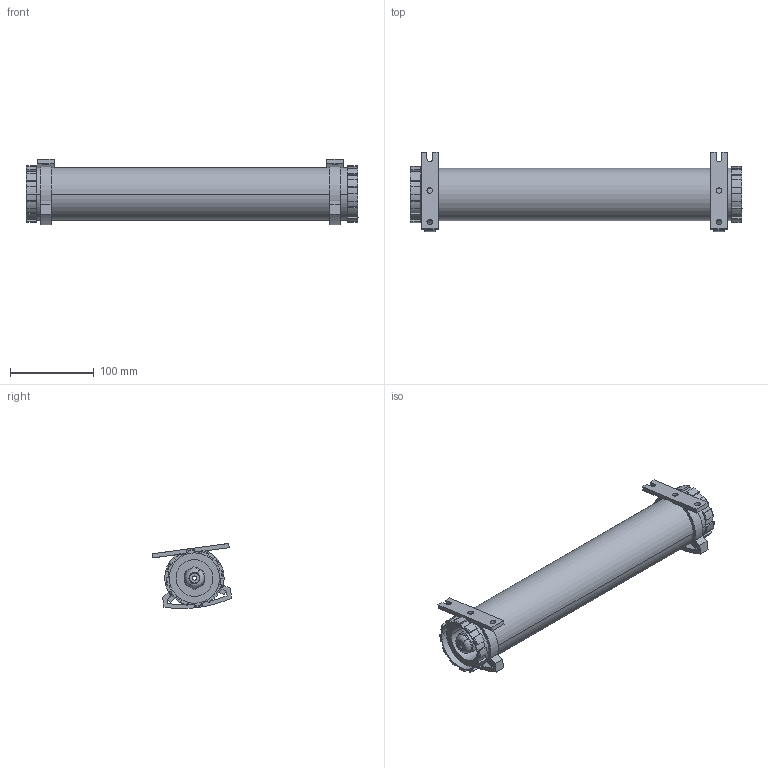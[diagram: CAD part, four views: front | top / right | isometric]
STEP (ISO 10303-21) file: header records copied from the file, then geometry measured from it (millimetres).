
FILE_DESCRIPTION(('CATIA V5 STEP Exchange'),'2;1');
FILE_NAME('serie32_397.stp','2020-01-23T15:43:51+00:00',('none'),('none'),'CATIA Version 5-6 Release 2016 SP3 HF42','CATIA V5 STEP AP203','none');
FILE_SCHEMA(('CONFIG_CONTROL_DESIGN'));
Length unit declared in the file: millimetre
Products named in the file (1): zb_serie23_63_680
Assembly tree (7 placements, depth 2):
  zb_serie23_63_680
    #57
    #871  x2
    #3128  x2
    #7654  x2
Bounding box: 397 x 94.8 x 77.8 mm (x, y, z)
Volume: 343316.3 mm3; surface area: 224495.7 mm2
Topology: 9 solids, 9 shells, 458 faces, 1240 edges, 824 vertices
Faces by surface type: plane 208, cylinder 170, cone 40, torus 32, bspline 8
Entity records: 9042 total; most frequent: CARTESIAN_POINT 3618, ORIENTED_EDGE 1312, DIRECTION 796, EDGE_CURVE 656, VERTEX_POINT 436, AXIS2_PLACEMENT_3D 345, EDGE_LOOP 264, ADVANCED_FACE 242
